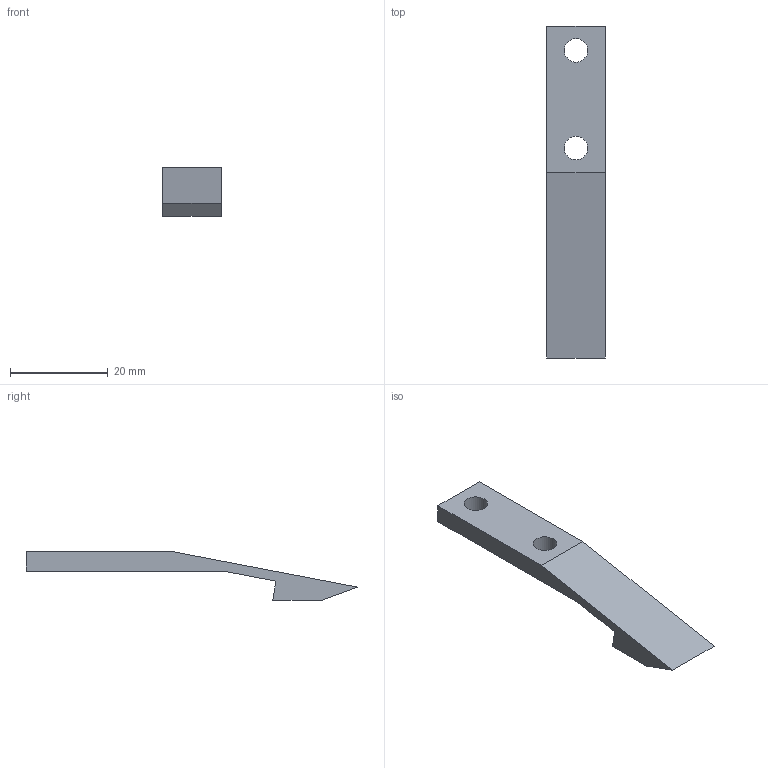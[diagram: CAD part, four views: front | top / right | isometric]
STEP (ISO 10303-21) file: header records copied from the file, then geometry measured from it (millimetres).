
FILE_DESCRIPTION(/* description */ (''),/* implementation_level */ '2;1');
FILE_NAME(/* name */ 'AntennaMountRetainer.step',/* time_stamp */ '2026-01-02T15:13:23+01:00',/* author */ (''),/* organization */ (''),/* preprocessor_version */ 'ST-DEVELOPER v20.1',/* originating_system */ 'Autodesk Translation Framework v14.21.0.0',/* authorisation */ '');
FILE_SCHEMA (('AUTOMOTIVE_DESIGN { 1 0 10303 214 3 1 1 }'));
Length unit declared in the file: millimetre
Products named in the file (1): click
Bounding box: 12 x 67.97 x 10 mm (x, y, z)
Volume: 2695.7 mm3; surface area: 2272.3 mm2
Topology: 1 solids, 1 shells, 13 faces, 33 edges, 22 vertices
Faces by surface type: plane 11, cylinder 2
Full cylindrical faces by diameter (mm): 4.8 x2
Entity records: 432 total; most frequent: CARTESIAN_POINT 69, ORIENTED_EDGE 66, DIRECTION 65, EDGE_CURVE 33, LINE 29, VECTOR 29, VERTEX_POINT 22, AXIS2_PLACEMENT_3D 18
